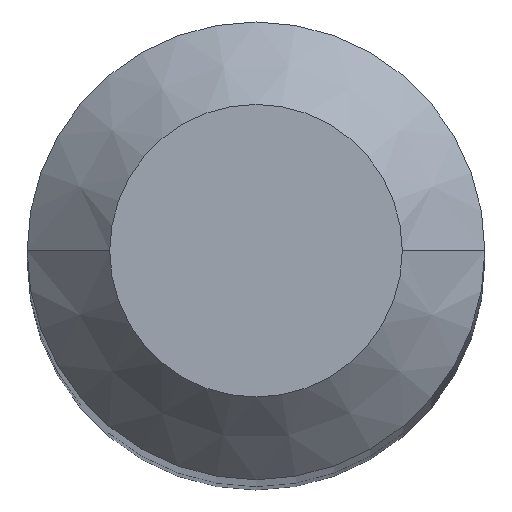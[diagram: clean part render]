
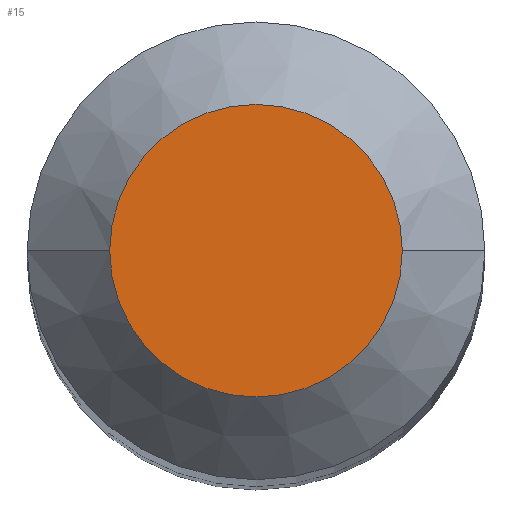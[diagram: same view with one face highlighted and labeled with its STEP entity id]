
A CAD part, top view. The second image highlights one B-rep face of the part: STEP entity #15.
In plain terms, the highlighted planar face has unit normal (0, 0, 1).
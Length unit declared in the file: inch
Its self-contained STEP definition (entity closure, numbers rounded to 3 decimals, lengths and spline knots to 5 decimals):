
#15 = ADVANCED_FACE ( 'NONE', ( #217 ), #32, .F. ) ;
#32 = PLANE ( 'NONE',  #117 ) ;
#51 = ORIENTED_EDGE ( 'NONE', *, *, #289, .T. ) ;
#58 = EDGE_CURVE ( 'NONE', #199, #209, #241, .T. ) ;
#64 = DIRECTION ( 'NONE',  ( 0., 0., 1. ) ) ;
#71 = AXIS2_PLACEMENT_3D ( 'NONE', #329, #64, #389 ) ;
#72 = CARTESIAN_POINT ( 'NONE',  ( -0.05535, 0., 0. ) ) ;
#117 = AXIS2_PLACEMENT_3D ( 'NONE', #215, #240, #239 ) ;
#128 = DIRECTION ( 'NONE',  ( 0., 0., 1. ) ) ;
#149 = CIRCLE ( 'NONE', #333, 0.05535 ) ;
#193 = DIRECTION ( 'NONE',  ( 1., 0., 0. ) ) ;
#199 = VERTEX_POINT ( 'NONE', #273 ) ;
#209 = VERTEX_POINT ( 'NONE', #72 ) ;
#215 = CARTESIAN_POINT ( 'NONE',  ( 0., 0., 0. ) ) ;
#217 = FACE_OUTER_BOUND ( 'NONE', #378, .T. ) ;
#239 = DIRECTION ( 'NONE',  ( -1., 0., 0. ) ) ;
#240 = DIRECTION ( 'NONE',  ( 0., 0., -1. ) ) ;
#241 = CIRCLE ( 'NONE', #71, 0.05535 ) ;
#273 = CARTESIAN_POINT ( 'NONE',  ( 0.05535, 0., 0. ) ) ;
#289 = EDGE_CURVE ( 'NONE', #209, #199, #149, .T. ) ;
#306 = CARTESIAN_POINT ( 'NONE',  ( 0., 0., 0. ) ) ;
#320 = ORIENTED_EDGE ( 'NONE', *, *, #58, .T. ) ;
#329 = CARTESIAN_POINT ( 'NONE',  ( 0., 0., 0. ) ) ;
#333 = AXIS2_PLACEMENT_3D ( 'NONE', #306, #128, #193 ) ;
#378 = EDGE_LOOP ( 'NONE', ( #51, #320 ) ) ;
#389 = DIRECTION ( 'NONE',  ( 1., 0., 0. ) ) ;
